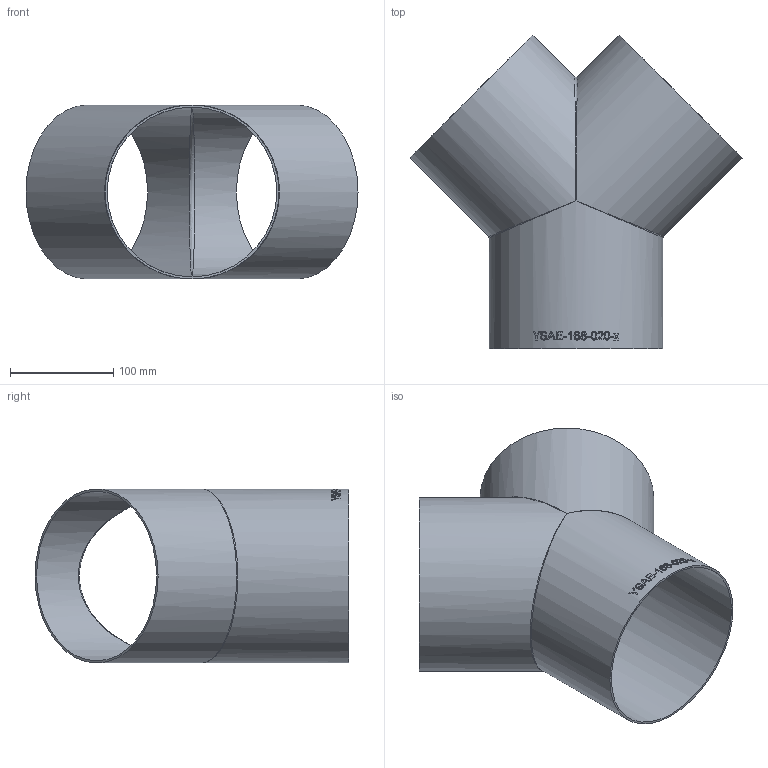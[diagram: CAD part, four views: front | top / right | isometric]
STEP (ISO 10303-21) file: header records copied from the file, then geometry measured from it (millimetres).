
FILE_DESCRIPTION (( 'STEP AP214' ), '1' );
FILE_NAME ('YSAE-168-020-x Y-Stück 2005.STEP', '2020-05-27T11:02:37', ( '' ), ( '' ), 'SwSTEP 2.0', 'SolidWorks 2019', '' );
FILE_SCHEMA (( 'AUTOMOTIVE_DESIGN' ));
Length unit declared in the file: millimetre
Products named in the file (1): YSAE-168-020-x Y-Stück 2005
Bounding box: 321.24 x 303.62 x 168.3 mm (x, y, z)
Volume: 346825.8 mm3; surface area: 349976.4 mm2
Topology: 1 solids, 1 shells, 187 faces, 499 edges, 320 vertices
Faces by surface type: bspline 109, plane 51, cylinder 27
Full cylindrical faces by diameter (mm): 164.3 x3, 168.3 x3
Entity records: 28376 total; most frequent: CARTESIAN_POINT 22977, ORIENTED_EDGE 942, EDGE_CURVE 471, DIRECTION 355, B_SPLINE_CURVE_WITH_KNOTS 326, VERTEX_POINT 312, EDGE_LOOP 215, FACE_OUTER_BOUND 192
